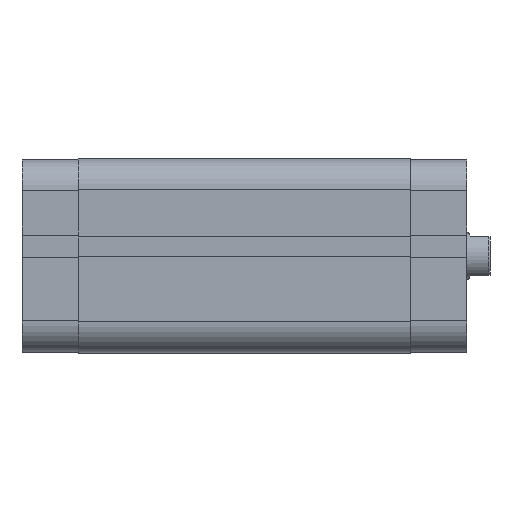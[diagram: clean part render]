
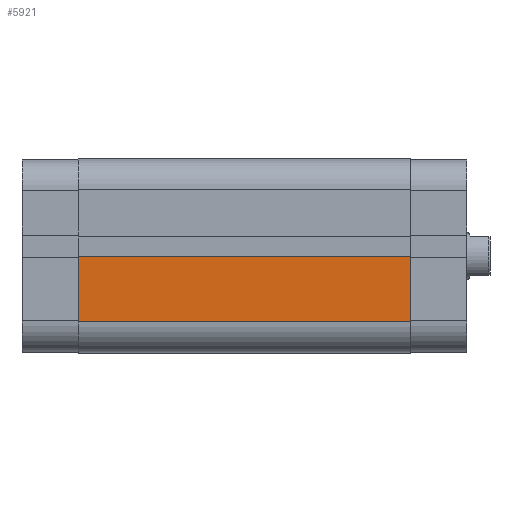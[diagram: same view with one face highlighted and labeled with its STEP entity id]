
A CAD part, top view. The second image highlights one B-rep face of the part: STEP entity #5921.
In plain terms, the highlighted face is planar.
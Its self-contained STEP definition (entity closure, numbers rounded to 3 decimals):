
#18 = EDGE_CURVE ( 'NONE', #5652, #5650, #904, .T. ) ;
#22 = EDGE_CURVE ( 'NONE', #5652, #5653, #899, .T. ) ;
#25 = EDGE_CURVE ( 'NONE', #5650, #5651, #901, .T. ) ;
#26 = EDGE_CURVE ( 'NONE', #5653, #5651, #910, .T. ) ;
#895 = VECTOR ( 'NONE', #4440, 1000. ) ;
#899 = LINE ( 'NONE', #4439, #895 ) ;
#901 = LINE ( 'NONE', #4441, #917 ) ;
#904 = LINE ( 'NONE', #4431, #905 ) ;
#905 = VECTOR ( 'NONE', #4432, 1000. ) ;
#910 = LINE ( 'NONE', #4445, #919 ) ;
#917 = VECTOR ( 'NONE', #4447, 1000. ) ;
#919 = VECTOR ( 'NONE', #4449, 1000. ) ;
#1803 = FACE_OUTER_BOUND ( 'NONE', #6210, .T. ) ;
#2953 = CARTESIAN_POINT ( 'NONE',  ( 0., -25., 85.5 ) ) ;
#2954 = PLANE ( 'NONE',  #4075 ) ;
#2955 = DIRECTION ( 'NONE',  ( 0., 1., 0. ) ) ;
#2956 = DIRECTION ( 'NONE',  ( -1., 0., 0. ) ) ;
#4075 = AXIS2_PLACEMENT_3D ( 'NONE', #2953, #2955, #2956 ) ;
#4431 = CARTESIAN_POINT ( 'NONE',  ( 0., -25., 85.5 ) ) ;
#4432 = DIRECTION ( 'NONE',  ( 1., 0., 0. ) ) ;
#4439 = CARTESIAN_POINT ( 'NONE',  ( 0.1, -25., 85.5 ) ) ;
#4440 = DIRECTION ( 'NONE',  ( 0., 0., -1. ) ) ;
#4441 = CARTESIAN_POINT ( 'NONE',  ( 17., -25., 85.5 ) ) ;
#4445 = CARTESIAN_POINT ( 'NONE',  ( 0., -25., 0. ) ) ;
#4447 = DIRECTION ( 'NONE',  ( 0., 0., -1. ) ) ;
#4449 = DIRECTION ( 'NONE',  ( 1., 0., 0. ) ) ;
#5453 = CARTESIAN_POINT ( 'NONE',  ( 17., -25., 85.5 ) ) ;
#5454 = CARTESIAN_POINT ( 'NONE',  ( 17., -25., 0. ) ) ;
#5455 = CARTESIAN_POINT ( 'NONE',  ( 0.1, -25., 85.5 ) ) ;
#5456 = CARTESIAN_POINT ( 'NONE',  ( 0.1, -25., 0. ) ) ;
#5650 = VERTEX_POINT ( 'NONE', #5453 ) ;
#5651 = VERTEX_POINT ( 'NONE', #5454 ) ;
#5652 = VERTEX_POINT ( 'NONE', #5455 ) ;
#5653 = VERTEX_POINT ( 'NONE', #5456 ) ;
#5921 = ADVANCED_FACE ( 'NONE', ( #1803 ), #2954, .F. ) ;
#5941 = ORIENTED_EDGE ( 'NONE', *, *, #26, .T. ) ;
#5988 = ORIENTED_EDGE ( 'NONE', *, *, #22, .T. ) ;
#6099 = ORIENTED_EDGE ( 'NONE', *, *, #18, .F. ) ;
#6210 = EDGE_LOOP ( 'NONE', ( #5941, #6228, #6099, #5988 ) ) ;
#6228 = ORIENTED_EDGE ( 'NONE', *, *, #25, .F. ) ;
